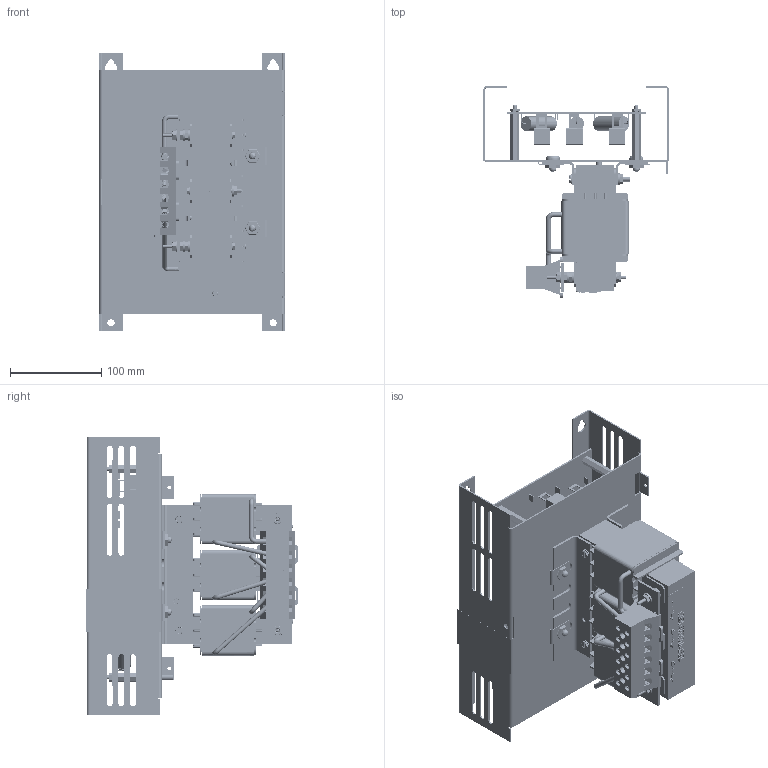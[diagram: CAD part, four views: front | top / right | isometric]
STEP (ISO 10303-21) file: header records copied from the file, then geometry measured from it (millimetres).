
FILE_DESCRIPTION(/* description */ (''),/* implementation_level */ '2;1');
FILE_NAME(/* name */ 'V1K80A00.stp',/* time_stamp */ '2022-02-28T08:46:42-06:00',/* author */ ('jnelson'),/* organization */ (''),/* preprocessor_version */ 'ST-DEVELOPER v17',/* originating_system */ 'Autodesk Inventor 2019',/* authorisation */ '');
FILE_SCHEMA (('AUTOMOTIVE_DESIGN { 1 0 10303 214 3 1 1 }'));
Products named in the file (31): V1K80AMPS; 28489-2-F; 25346; 25011; 25011 BRD; 25011-1 DECAL; 25011 long RESISTOR; 25011 short RESISTOR; capacitor 2.15 MTG; 1496; 15581; 15582; KDRE1R; 23362-E-1.62 STACK; 24976; 17413-REV-H; 24976coil; 15153; 23362-I-1.620 STACK; 24260-REV-NR; 19324; 25870; KDRE1R JUMPER A1; KDRE1R JUMPER B2; KDRE1R JUMPER B2-2; 2555-Better; 26474-Better; 30712 HW 10-32 2.25; 10377; 28038-BLANK; 30097- LARGE  BLANK  (REACTOR)
Assembly tree (68 placements, depth 4):
  V1K80AMPS
    25346  x4
    1496  x4
    28489-2-F
    25011
      25011 BRD
      25011-1 DECAL
      25011 long RESISTOR  x3
      25011 short RESISTOR  x3
      capacitor 2.15 MTG  x3
    15581  x4
    15582  x4
    KDRE1R
      23362-E-1.62 STACK
      24976  x3
        17413-REV-H
        24976coil
      15153  x2
      23362-I-1.620 STACK
      24260-REV-NR  x2
      19324
      25870
      KDRE1R JUMPER A1  x4
      KDRE1R JUMPER B2  x3
      KDRE1R JUMPER B2-2
      30097- LARGE  BLANK  (REACTOR)
      2555-Better  x9
      26474-Better  x2
      30712 HW 10-32 2.25
      10377  x2
    28038-BLANK
    30097- LARGE  BLANK  (REACTOR)
Bounding box: 203.33 x 232.22 x 304.8 mm (x, y, z)
Volume: 1728617.3 mm3; surface area: 898428.4 mm2
Topology: 85 solids, 85 shells, 5022 faces, 13589 edges, 9092 vertices
Faces by surface type: plane 3102, cylinder 1377, bspline 336, cone 161, sphere 24, torus 22
Full cylindrical faces by diameter (mm): 0.762 x12, 1.159 x12, 1.524 x24, 2.794 x3, 3.15 x4, 3.175 x6, 3.302 x2, 3.759 x3, 3.795 x36, 3.802 x126, 3.962 x5, 4.064 x2, 4.166 x16, 4.434 x2, 4.826 x172, 4.898 x5, 5.08 x35, 5.083 x1, 5.131 x6, 5.588 x8, 6.124 x5, 6.35 x14, 6.375 x12, 6.379 x1, 7.341 x5, 7.772 x4, 7.874 x6, 8.544 x3, 9.398 x9, 9.652 x6
Entity records: 85254 total; most frequent: CARTESIAN_POINT 26192, ORIENTED_EDGE 12132, DIRECTION 11283, EDGE_CURVE 6066, LINE 4045, VECTOR 4045, VERTEX_POINT 3974, AXIS2_PLACEMENT_3D 3619
